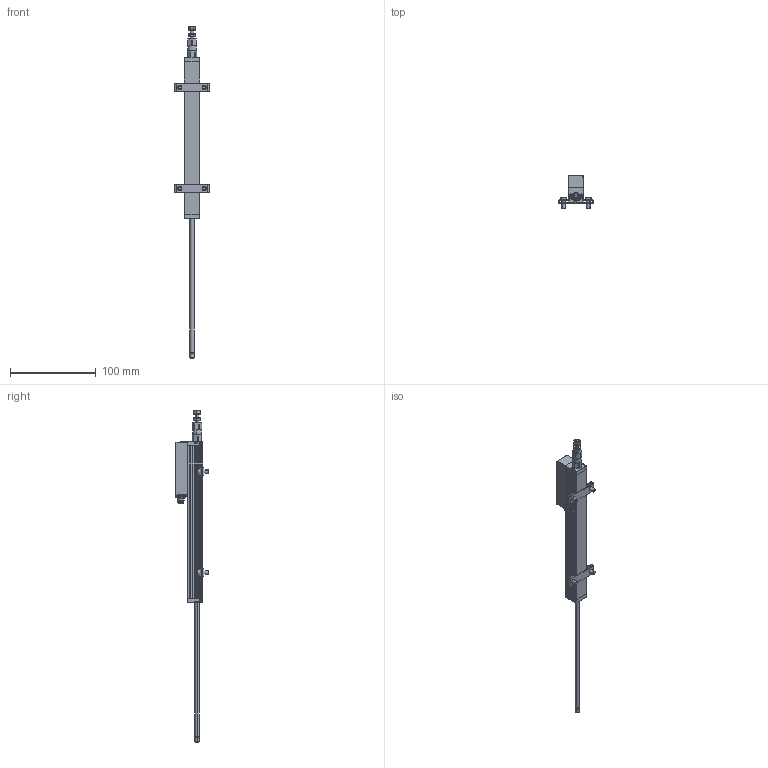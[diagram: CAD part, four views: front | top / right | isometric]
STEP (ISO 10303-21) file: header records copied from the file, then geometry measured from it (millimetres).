
FILE_DESCRIPTION (( 'STEP AP214' ), '1' );
FILE_NAME ('LS1-0150-001-plug-retract.step', '2012-06-14T06:54:35', ( 'dummy' ), ( '' ), 'SwSTEP 2.0', 'SolidWorks 2011', '' );
FILE_SCHEMA (( 'AUTOMOTIVE_DESIGN' ));
Length unit declared in the file: millimetre
Products named in the file (1): LS1-0150-001-plug-retract
Bounding box: 40.19 x 38.78 x 388 mm (x, y, z)
Surface area: 28210.2 mm2 (no closed solid volume)
Topology: 0 solids, 65 shells, 556 faces, 2304 edges, 1771 vertices
Faces by surface type: plane 262, cylinder 189, cone 78, torus 17, bspline 6, sphere 4
Entity records: 34532 total; most frequent: CARTESIAN_POINT 10245, DIRECTION 3709, ORIENTED_EDGE 3190, EDGE_CURVE 2302, VERTEX_POINT 1771, AXIS2_PLACEMENT_3D 1261, LINE 1187, VECTOR 1187
